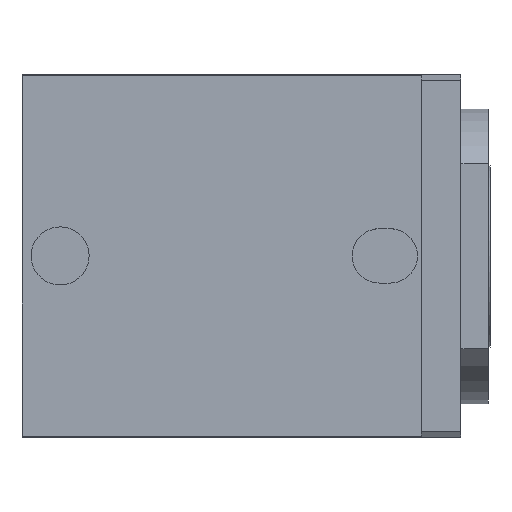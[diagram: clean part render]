
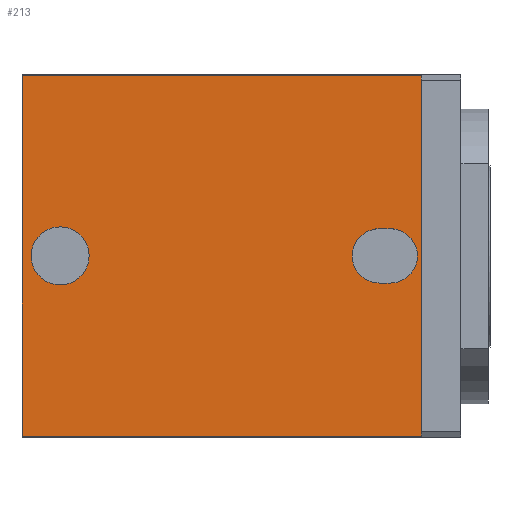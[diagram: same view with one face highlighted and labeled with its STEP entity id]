
A CAD part, top view. The second image highlights one B-rep face of the part: STEP entity #213.
In plain terms, the highlighted planar face has unit normal (0, 0, 1).
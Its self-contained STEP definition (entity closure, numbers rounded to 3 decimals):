
#81=LINE('',#1048,#145);
#88=LINE('',#1064,#152);
#92=LINE('',#1073,#156);
#94=LINE('',#1076,#158);
#95=LINE('',#1078,#159);
#96=LINE('',#1081,#160);
#145=VECTOR('',#842,1.);
#152=VECTOR('',#851,1.);
#156=VECTOR('',#857,1.);
#158=VECTOR('',#861,1.);
#159=VECTOR('',#862,1.);
#160=VECTOR('',#865,1.);
#213=ADVANCED_FACE('',(#279,#280,#281),#254,.F.);
#254=PLANE('',#764);
#279=FACE_BOUND('',#303,.T.);
#280=FACE_BOUND('',#304,.T.);
#281=FACE_BOUND('',#305,.T.);
#303=EDGE_LOOP('',(#371,#372,#373,#374));
#304=EDGE_LOOP('',(#375,#376,#377,#378));
#305=EDGE_LOOP('',(#379));
#371=ORIENTED_EDGE('',*,*,#618,.F.);
#372=ORIENTED_EDGE('',*,*,#612,.T.);
#373=ORIENTED_EDGE('',*,*,#616,.F.);
#374=ORIENTED_EDGE('',*,*,#619,.F.);
#375=ORIENTED_EDGE('',*,*,#605,.T.);
#376=ORIENTED_EDGE('',*,*,#620,.T.);
#377=ORIENTED_EDGE('',*,*,#621,.T.);
#378=ORIENTED_EDGE('',*,*,#622,.T.);
#379=ORIENTED_EDGE('',*,*,#623,.T.);
#541=VERTEX_POINT('',#1049);
#542=VERTEX_POINT('',#1050);
#546=VERTEX_POINT('',#1059);
#548=VERTEX_POINT('',#1063);
#552=VERTEX_POINT('',#1072);
#553=VERTEX_POINT('',#1077);
#554=VERTEX_POINT('',#1080);
#555=VERTEX_POINT('',#1082);
#556=VERTEX_POINT('',#1085);
#605=EDGE_CURVE('',#541,#542,#81,.T.);
#612=EDGE_CURVE('',#546,#548,#88,.T.);
#616=EDGE_CURVE('',#552,#548,#92,.T.);
#618=EDGE_CURVE('',#546,#553,#94,.T.);
#619=EDGE_CURVE('',#553,#552,#95,.T.);
#620=EDGE_CURVE('',#542,#554,#697,.T.);
#621=EDGE_CURVE('',#554,#555,#96,.T.);
#622=EDGE_CURVE('',#555,#541,#698,.T.);
#623=EDGE_CURVE('',#556,#556,#699,.T.);
#697=CIRCLE('',#761,7.5);
#698=CIRCLE('',#762,7.5);
#699=CIRCLE('',#763,8.);
#761=AXIS2_PLACEMENT_3D('',#1079,#863,#864);
#762=AXIS2_PLACEMENT_3D('',#1083,#866,#867);
#763=AXIS2_PLACEMENT_3D('',#1084,#868,#869);
#764=AXIS2_PLACEMENT_3D('',#1086,#870,#871);
#842=DIRECTION('',(1.,0.,0.));
#851=DIRECTION('',(0.,1.,0.));
#857=DIRECTION('',(1.,0.,0.));
#861=DIRECTION('',(-1.,0.,0.));
#862=DIRECTION('',(0.,1.,0.));
#863=DIRECTION('',(0.,0.,-1.));
#864=DIRECTION('',(-1.,0.,0.));
#865=DIRECTION('',(-1.,0.,0.));
#866=DIRECTION('',(0.,0.,-1.));
#867=DIRECTION('',(1.,0.,0.));
#868=DIRECTION('',(0.,0.,-1.));
#869=DIRECTION('',(1.,0.,0.));
#870=DIRECTION('',(0.,0.,-1.));
#871=DIRECTION('',(0.,-1.,0.));
#1048=CARTESIAN_POINT('',(-11.5,7.5,0.));
#1049=CARTESIAN_POINT('',(-11.5,7.5,0.));
#1050=CARTESIAN_POINT('',(-8.5,7.5,0.));
#1059=CARTESIAN_POINT('',(0.,-49.732,0.));
#1063=CARTESIAN_POINT('',(0.,49.732,0.));
#1064=CARTESIAN_POINT('',(0.,-50.,0.));
#1072=CARTESIAN_POINT('',(-110.,49.732,0.));
#1073=CARTESIAN_POINT('',(-110.,49.732,0.));
#1076=CARTESIAN_POINT('',(-110.,-49.732,0.));
#1077=CARTESIAN_POINT('',(-110.,-49.732,0.));
#1078=CARTESIAN_POINT('',(-110.,-50.,0.));
#1079=CARTESIAN_POINT('',(-8.5,0.,0.));
#1080=CARTESIAN_POINT('',(-8.5,-7.5,0.));
#1081=CARTESIAN_POINT('',(-8.5,-7.5,0.));
#1082=CARTESIAN_POINT('',(-11.5,-7.5,0.));
#1083=CARTESIAN_POINT('',(-11.5,0.,0.));
#1084=CARTESIAN_POINT('',(-99.5,0.,0.));
#1085=CARTESIAN_POINT('',(-91.5,0.,0.));
#1086=CARTESIAN_POINT('',(-110.,-50.,0.));
